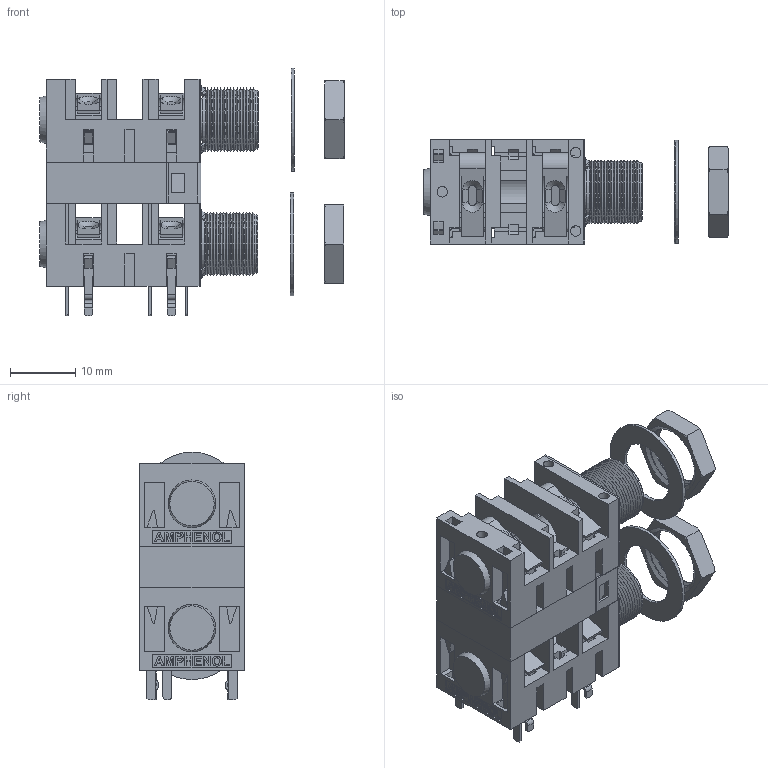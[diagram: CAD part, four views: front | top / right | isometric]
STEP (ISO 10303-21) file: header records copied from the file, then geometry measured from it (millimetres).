
FILE_DESCRIPTION((''),'2;1');
FILE_NAME('ACJM-MHDEM.stp','2015-12-09T11:22:26',('minh'),(''),'Autodesk Inventor 2012','Autodesk Inventor 2012','');
FILE_SCHEMA(('AUTOMOTIVE_DESIGN { 1 0 10303 214 1 1 1 1 }'));
Length unit declared in the file: inch
Products named in the file (1): ACJM-MHDEM_Shrinkwrap_1
Bounding box: 46.65 x 16 x 37.95 mm (x, y, z)
Surface area: 10757 mm2 (no closed solid volume)
Topology: 0 solids, 72 shells, 736 faces, 3117 edges, 2378 vertices
Faces by surface type: plane 489, cone 119, cylinder 108, bspline 20
Full cylindrical faces by diameter (mm): 1.6 x6, 6.45 x2, 6.5 x2, 9 x2, 9.6 x2, 9.75 x2, 15.8 x2
Entity records: 32103 total; most frequent: CARTESIAN_POINT 7580, DIRECTION 4605, ORIENTED_EDGE 4361, EDGE_CURVE 3015, VERTEX_POINT 2378, VECTOR 2321, LINE 2321, AXIS2_PLACEMENT_3D 1142
